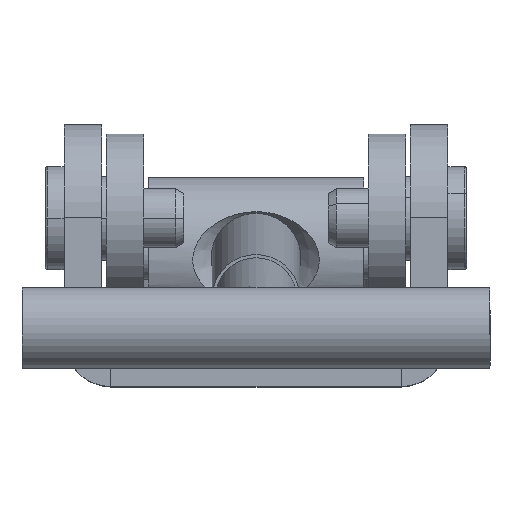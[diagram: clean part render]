
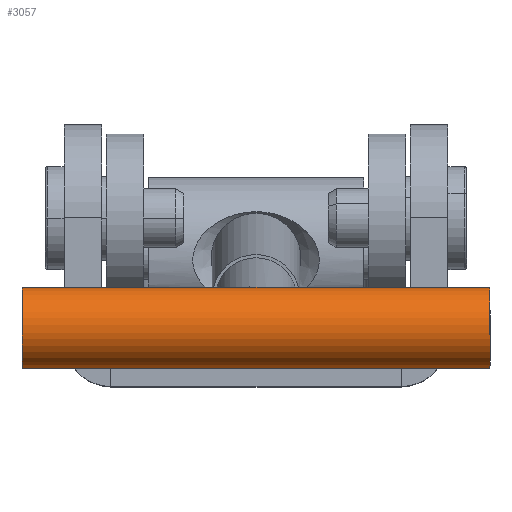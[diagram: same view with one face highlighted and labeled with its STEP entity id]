
A CAD part, top view. The second image highlights one B-rep face of the part: STEP entity #3057.
In plain terms, the highlighted cylindrical face has radius 2.18 mm (diameter 4.36 mm), a partial arc.
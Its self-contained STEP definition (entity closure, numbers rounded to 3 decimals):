
#95 = CARTESIAN_POINT ( 'NONE',  ( 2.18, 46.5, -12.5 ) ) ;
#133 = CARTESIAN_POINT ( 'NONE',  ( 2.18, 46.5, 12.5 ) ) ;
#251 = ORIENTED_EDGE ( 'NONE', *, *, #1055, .T. ) ;
#318 = CIRCLE ( 'NONE', #2786, 2.18 ) ;
#319 = DIRECTION ( 'NONE',  ( 0., 0., 1. ) ) ;
#500 = CARTESIAN_POINT ( 'NONE',  ( 0., 46.5, 12.5 ) ) ;
#512 = EDGE_CURVE ( 'NONE', #3175, #1313, #1869, .T. ) ;
#546 = CARTESIAN_POINT ( 'NONE',  ( 0., 46.5, -12.5 ) ) ;
#551 = DIRECTION ( 'NONE',  ( 0., 0., 1. ) ) ;
#554 = VECTOR ( 'NONE', #319, 1000. ) ;
#619 = CARTESIAN_POINT ( 'NONE',  ( 0., 46.5, -12.5 ) ) ;
#651 = DIRECTION ( 'NONE',  ( 0., 0., 1. ) ) ;
#662 = DIRECTION ( 'NONE',  ( 1., 0., 0. ) ) ;
#703 = ORIENTED_EDGE ( 'NONE', *, *, #2438, .F. ) ;
#895 = AXIS2_PLACEMENT_3D ( 'NONE', #500, #551, #1642 ) ;
#948 = DIRECTION ( 'NONE',  ( 0., 0., 1. ) ) ;
#1055 = EDGE_CURVE ( 'NONE', #1824, #1106, #318, .T. ) ;
#1106 = VERTEX_POINT ( 'NONE', #1210 ) ;
#1210 = CARTESIAN_POINT ( 'NONE',  ( -2.18, 46.5, -12.5 ) ) ;
#1313 = VERTEX_POINT ( 'NONE', #133 ) ;
#1335 = FACE_OUTER_BOUND ( 'NONE', #1612, .T. ) ;
#1612 = EDGE_LOOP ( 'NONE', ( #251, #2208, #2209, #703, #3428, #2004 ) ) ;
#1642 = DIRECTION ( 'NONE',  ( 1., 0., 0. ) ) ;
#1668 = CARTESIAN_POINT ( 'NONE',  ( -2.18, 46.5, 0. ) ) ;
#1786 = CARTESIAN_POINT ( 'NONE',  ( -2.18, 46.5, 12.5 ) ) ;
#1788 = DIRECTION ( 'NONE',  ( 0., 0., 1. ) ) ;
#1824 = VERTEX_POINT ( 'NONE', #95 ) ;
#1849 = LINE ( 'NONE', #2553, #2468 ) ;
#1869 = LINE ( 'NONE', #3133, #3207 ) ;
#1881 = EDGE_CURVE ( 'NONE', #1106, #2674, #3461, .T. ) ;
#1925 = CARTESIAN_POINT ( 'NONE',  ( 2.18, 46.5, 0. ) ) ;
#1977 = CYLINDRICAL_SURFACE ( 'NONE', #2988, 2.18 ) ;
#2004 = ORIENTED_EDGE ( 'NONE', *, *, #2715, .F. ) ;
#2016 = LINE ( 'NONE', #2227, #554 ) ;
#2060 = CIRCLE ( 'NONE', #895, 2.18 ) ;
#2208 = ORIENTED_EDGE ( 'NONE', *, *, #1881, .T. ) ;
#2209 = ORIENTED_EDGE ( 'NONE', *, *, #3417, .T. ) ;
#2227 = CARTESIAN_POINT ( 'NONE',  ( 2.18, 46.5, -12.5 ) ) ;
#2257 = DIRECTION ( 'NONE',  ( 0., 0., 1. ) ) ;
#2282 = VERTEX_POINT ( 'NONE', #1786 ) ;
#2438 = EDGE_CURVE ( 'NONE', #1313, #2282, #2060, .T. ) ;
#2468 = VECTOR ( 'NONE', #651, 1000. ) ;
#2524 = CARTESIAN_POINT ( 'NONE',  ( -2.18, 46.5, -12.5 ) ) ;
#2553 = CARTESIAN_POINT ( 'NONE',  ( -2.18, 46.5, -12.5 ) ) ;
#2654 = VECTOR ( 'NONE', #2257, 1000. ) ;
#2674 = VERTEX_POINT ( 'NONE', #1668 ) ;
#2715 = EDGE_CURVE ( 'NONE', #1824, #3175, #2016, .T. ) ;
#2734 = DIRECTION ( 'NONE',  ( 1., 0., 0. ) ) ;
#2786 = AXIS2_PLACEMENT_3D ( 'NONE', #619, #1788, #662 ) ;
#2988 = AXIS2_PLACEMENT_3D ( 'NONE', #546, #2996, #2734 ) ;
#2996 = DIRECTION ( 'NONE',  ( 0., 0., 1. ) ) ;
#3057 = ADVANCED_FACE ( 'NONE', ( #1335 ), #1977, .T. ) ;
#3133 = CARTESIAN_POINT ( 'NONE',  ( 2.18, 46.5, -12.5 ) ) ;
#3175 = VERTEX_POINT ( 'NONE', #1925 ) ;
#3207 = VECTOR ( 'NONE', #948, 1000. ) ;
#3417 = EDGE_CURVE ( 'NONE', #2674, #2282, #1849, .T. ) ;
#3428 = ORIENTED_EDGE ( 'NONE', *, *, #512, .F. ) ;
#3461 = LINE ( 'NONE', #2524, #2654 ) ;
